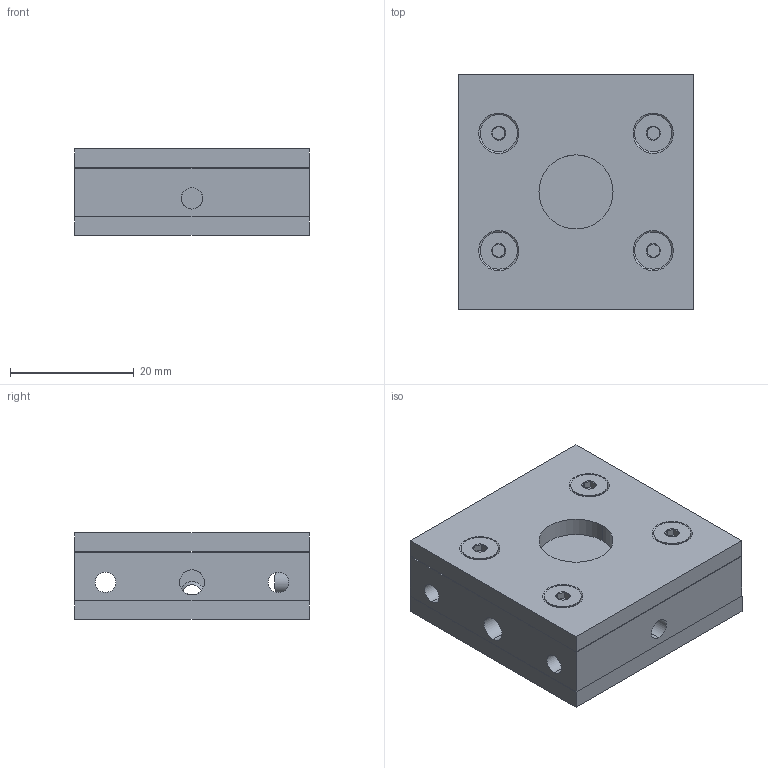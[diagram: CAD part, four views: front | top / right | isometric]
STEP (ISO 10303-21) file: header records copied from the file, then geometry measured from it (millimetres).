
FILE_DESCRIPTION (( 'STEP AP214' ), '1' );
FILE_NAME ('SK-9680 UP12E-10S-H5.STEP', '2017-10-23T13:52:01', ( '' ), ( '' ), 'SwSTEP 2.0', 'SolidWorks 2016', '' );
FILE_SCHEMA (( 'AUTOMOTIVE_DESIGN' ));
Length unit declared in the file: millimetre
Products named in the file (1): SK-9680 UP12E-10S-H5
Bounding box: 38 x 38 x 14.05 mm (x, y, z)
Surface area: 9481.4 mm2 (no closed solid volume)
Topology: 0 solids, 9 shells, 201 faces, 539 edges, 353 vertices
Faces by surface type: cylinder 80, cone 61, plane 58, bspline 2
Entity records: 11726 total; most frequent: CARTESIAN_POINT 4934, DIRECTION 914, ORIENTED_EDGE 874, EDGE_CURVE 539, VERTEX_POINT 353, AXIS2_PLACEMENT_3D 350, EDGE_LOOP 232, LINE 214
